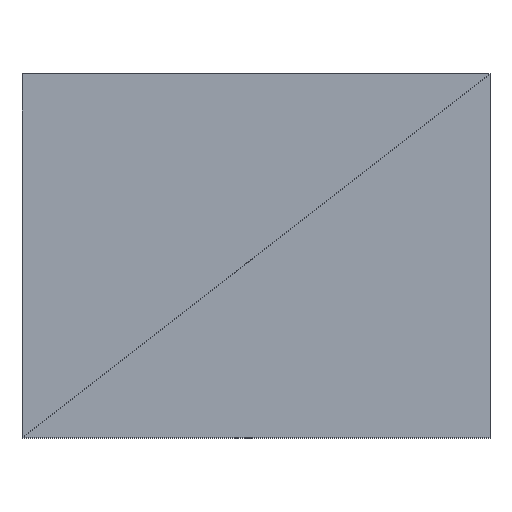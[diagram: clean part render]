
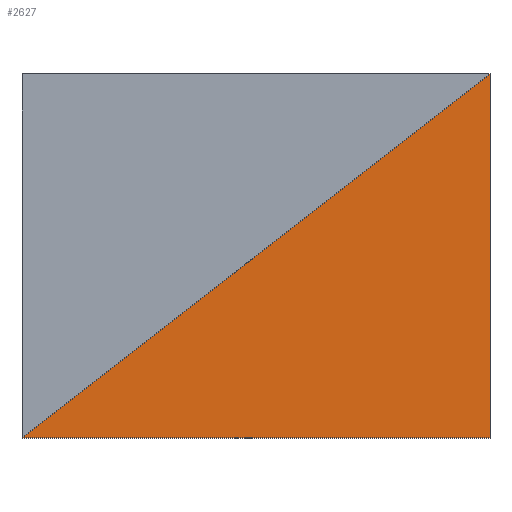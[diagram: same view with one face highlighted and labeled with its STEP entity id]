
A CAD part, top view. The second image highlights one B-rep face of the part: STEP entity #2627.
In plain terms, the highlighted planar face has unit normal (0, 0, 1).
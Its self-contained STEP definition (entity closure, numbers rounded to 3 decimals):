
#2627 = ADVANCED_FACE('',(#2628),#2642,.T.);
#2628 = FACE_BOUND('',#2629,.T.);
#2629 = EDGE_LOOP('',(#2630,#2653,#2669));
#2630 = ORIENTED_EDGE('',*,*,#2631,.F.);
#2631 = EDGE_CURVE('',#2632,#2634,#2636,.T.);
#2632 = VERTEX_POINT('',#2633);
#2633 = CARTESIAN_POINT('',(25.,-7.,11.));
#2634 = VERTEX_POINT('',#2635);
#2635 = CARTESIAN_POINT('',(-20.,-7.,11.));
#2636 = SURFACE_CURVE('',#2637,(#2641),.PCURVE_S1.);
#2637 = LINE('',#2638,#2639);
#2638 = CARTESIAN_POINT('',(25.,-7.,11.));
#2639 = VECTOR('',#2640,1.);
#2640 = DIRECTION('',(-1.,0.,0.));
#2641 = PCURVE('',#2642,#2647);
#2642 = PLANE('',#2643);
#2643 = AXIS2_PLACEMENT_3D('',#2644,#2645,#2646);
#2644 = CARTESIAN_POINT('',(8.248,4.752,11.));
#2645 = DIRECTION('',(0.,0.,1.));
#2646 = DIRECTION('',(1.,0.,0.));
#2647 = DEFINITIONAL_REPRESENTATION('',(#2648),#2652);
#2648 = LINE('',#2649,#2650);
#2649 = CARTESIAN_POINT('',(16.752,-11.752));
#2650 = VECTOR('',#2651,1.);
#2651 = DIRECTION('',(-1.,0.));
#2652 = ( GEOMETRIC_REPRESENTATION_CONTEXT(2) 
PARAMETRIC_REPRESENTATION_CONTEXT() REPRESENTATION_CONTEXT('2D SPACE',''
  ) );
#2653 = ORIENTED_EDGE('',*,*,#2654,.F.);
#2654 = EDGE_CURVE('',#2655,#2632,#2657,.T.);
#2655 = VERTEX_POINT('',#2656);
#2656 = CARTESIAN_POINT('',(25.,28.,11.));
#2657 = SURFACE_CURVE('',#2658,(#2662),.PCURVE_S1.);
#2658 = LINE('',#2659,#2660);
#2659 = CARTESIAN_POINT('',(25.,28.,11.));
#2660 = VECTOR('',#2661,1.);
#2661 = DIRECTION('',(0.,-1.,0.));
#2662 = PCURVE('',#2642,#2663);
#2663 = DEFINITIONAL_REPRESENTATION('',(#2664),#2668);
#2664 = LINE('',#2665,#2666);
#2665 = CARTESIAN_POINT('',(16.752,23.248));
#2666 = VECTOR('',#2667,1.);
#2667 = DIRECTION('',(0.,-1.));
#2668 = ( GEOMETRIC_REPRESENTATION_CONTEXT(2) 
PARAMETRIC_REPRESENTATION_CONTEXT() REPRESENTATION_CONTEXT('2D SPACE',''
  ) );
#2669 = ORIENTED_EDGE('',*,*,#2670,.F.);
#2670 = EDGE_CURVE('',#2634,#2655,#2671,.T.);
#2671 = SURFACE_CURVE('',#2672,(#2676),.PCURVE_S1.);
#2672 = LINE('',#2673,#2674);
#2673 = CARTESIAN_POINT('',(-20.,-7.,11.));
#2674 = VECTOR('',#2675,1.);
#2675 = DIRECTION('',(0.789,0.614,0.));
#2676 = PCURVE('',#2642,#2677);
#2677 = DEFINITIONAL_REPRESENTATION('',(#2678),#2682);
#2678 = LINE('',#2679,#2680);
#2679 = CARTESIAN_POINT('',(-28.248,-11.752));
#2680 = VECTOR('',#2681,1.);
#2681 = DIRECTION('',(0.789,0.614));
#2682 = ( GEOMETRIC_REPRESENTATION_CONTEXT(2) 
PARAMETRIC_REPRESENTATION_CONTEXT() REPRESENTATION_CONTEXT('2D SPACE',''
  ) );
